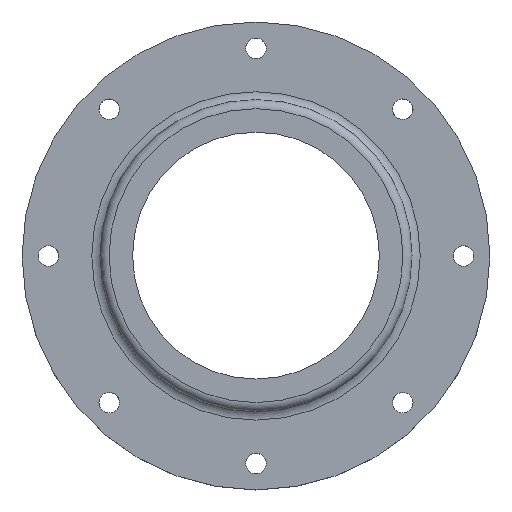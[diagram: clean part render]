
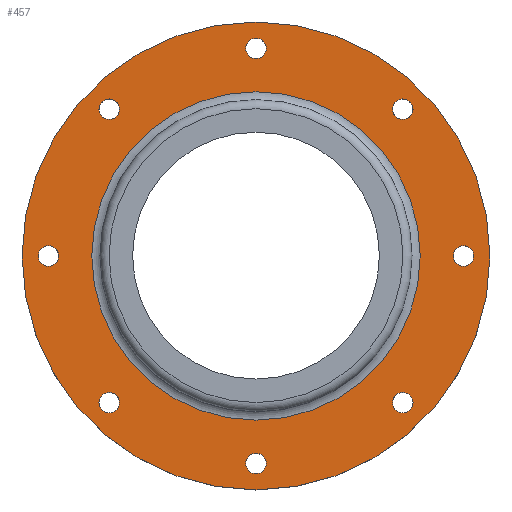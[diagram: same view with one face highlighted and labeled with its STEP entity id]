
A CAD part, top view. The second image highlights one B-rep face of the part: STEP entity #457.
In plain terms, the highlighted planar face has unit normal (0, 0, 1).
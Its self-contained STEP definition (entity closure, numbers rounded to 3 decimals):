
#24=FACE_BOUND('',#76,.T.);
#25=FACE_BOUND('',#77,.T.);
#26=FACE_BOUND('',#78,.T.);
#27=FACE_BOUND('',#79,.T.);
#28=FACE_BOUND('',#80,.T.);
#29=FACE_BOUND('',#81,.T.);
#30=FACE_BOUND('',#82,.T.);
#31=FACE_BOUND('',#83,.T.);
#32=FACE_BOUND('',#84,.T.);
#37=PLANE('',#524);
#52=FACE_OUTER_BOUND('',#75,.T.);
#75=EDGE_LOOP('',(#393));
#76=EDGE_LOOP('',(#394));
#77=EDGE_LOOP('',(#395));
#78=EDGE_LOOP('',(#396));
#79=EDGE_LOOP('',(#397));
#80=EDGE_LOOP('',(#398));
#81=EDGE_LOOP('',(#399));
#82=EDGE_LOOP('',(#400));
#83=EDGE_LOOP('',(#401));
#84=EDGE_LOOP('',(#402));
#141=CIRCLE('',#483,1.75);
#143=CIRCLE('',#486,1.75);
#145=CIRCLE('',#489,1.75);
#147=CIRCLE('',#492,1.75);
#149=CIRCLE('',#495,1.75);
#152=CIRCLE('',#499,1.75);
#154=CIRCLE('',#502,1.75);
#156=CIRCLE('',#505,1.75);
#169=CIRCLE('',#521,27.934);
#172=CIRCLE('',#525,39.8);
#182=VERTEX_POINT('',#689);
#186=VERTEX_POINT('',#741);
#190=VERTEX_POINT('',#795);
#194=VERTEX_POINT('',#847);
#198=VERTEX_POINT('',#899);
#202=VERTEX_POINT('',#952);
#206=VERTEX_POINT('',#1004);
#210=VERTEX_POINT('',#1058);
#216=VERTEX_POINT('',#1127);
#218=VERTEX_POINT('',#1133);
#227=EDGE_CURVE('',#182,#182,#141,.T.);
#232=EDGE_CURVE('',#186,#186,#143,.T.);
#237=EDGE_CURVE('',#190,#190,#145,.T.);
#242=EDGE_CURVE('',#194,#194,#147,.T.);
#247=EDGE_CURVE('',#198,#198,#149,.T.);
#252=EDGE_CURVE('',#202,#202,#152,.T.);
#257=EDGE_CURVE('',#206,#206,#154,.T.);
#262=EDGE_CURVE('',#210,#210,#156,.T.);
#278=EDGE_CURVE('',#216,#216,#169,.T.);
#281=EDGE_CURVE('',#218,#218,#172,.T.);
#393=ORIENTED_EDGE('',*,*,#281,.T.);
#394=ORIENTED_EDGE('',*,*,#227,.T.);
#395=ORIENTED_EDGE('',*,*,#232,.T.);
#396=ORIENTED_EDGE('',*,*,#237,.T.);
#397=ORIENTED_EDGE('',*,*,#242,.T.);
#398=ORIENTED_EDGE('',*,*,#247,.T.);
#399=ORIENTED_EDGE('',*,*,#252,.T.);
#400=ORIENTED_EDGE('',*,*,#257,.T.);
#401=ORIENTED_EDGE('',*,*,#262,.T.);
#402=ORIENTED_EDGE('',*,*,#278,.F.);
#457=ADVANCED_FACE('',(#52,#24,#25,#26,#27,#28,#29,#30,#31,#32),#37,.T.);
#483=AXIS2_PLACEMENT_3D('',#690,#549,#550);
#486=AXIS2_PLACEMENT_3D('',#742,#556,#557);
#489=AXIS2_PLACEMENT_3D('',#796,#563,#564);
#492=AXIS2_PLACEMENT_3D('',#848,#570,#571);
#495=AXIS2_PLACEMENT_3D('',#900,#577,#578);
#499=AXIS2_PLACEMENT_3D('',#953,#586,#587);
#502=AXIS2_PLACEMENT_3D('',#1005,#593,#594);
#505=AXIS2_PLACEMENT_3D('',#1059,#600,#601);
#521=AXIS2_PLACEMENT_3D('',#1128,#633,#634);
#524=AXIS2_PLACEMENT_3D('',#1132,#639,#640);
#525=AXIS2_PLACEMENT_3D('',#1134,#641,#642);
#549=DIRECTION('center_axis',(0.,0.,-1.));
#550=DIRECTION('ref_axis',(-1.,0.,0.));
#556=DIRECTION('center_axis',(0.,0.,-1.));
#557=DIRECTION('ref_axis',(-1.,0.,0.));
#563=DIRECTION('center_axis',(0.,0.,-1.));
#564=DIRECTION('ref_axis',(-1.,0.,0.));
#570=DIRECTION('center_axis',(0.,0.,-1.));
#571=DIRECTION('ref_axis',(-1.,0.,0.));
#577=DIRECTION('center_axis',(0.,0.,-1.));
#578=DIRECTION('ref_axis',(-1.,0.,0.));
#586=DIRECTION('center_axis',(0.,0.,-1.));
#587=DIRECTION('ref_axis',(-1.,0.,0.));
#593=DIRECTION('center_axis',(0.,0.,-1.));
#594=DIRECTION('ref_axis',(-1.,0.,0.));
#600=DIRECTION('center_axis',(0.,0.,-1.));
#601=DIRECTION('ref_axis',(-1.,0.,0.));
#633=DIRECTION('center_axis',(0.,0.,1.));
#634=DIRECTION('ref_axis',(-1.,0.,0.));
#639=DIRECTION('center_axis',(0.,0.,1.));
#640=DIRECTION('ref_axis',(1.,0.,0.));
#641=DIRECTION('center_axis',(0.,0.,1.));
#642=DIRECTION('ref_axis',(1.,0.,0.));
#689=CARTESIAN_POINT('',(26.711,-24.961,40.));
#690=CARTESIAN_POINT('Origin',(24.961,-24.961,40.));
#741=CARTESIAN_POINT('',(1.75,35.3,40.));
#742=CARTESIAN_POINT('Origin',(0.,35.3,40.));
#795=CARTESIAN_POINT('',(-23.211,24.961,40.));
#796=CARTESIAN_POINT('Origin',(-24.961,24.961,40.));
#847=CARTESIAN_POINT('',(-23.211,-24.961,40.));
#848=CARTESIAN_POINT('Origin',(-24.961,-24.961,40.));
#899=CARTESIAN_POINT('',(37.05,0.,40.));
#900=CARTESIAN_POINT('Origin',(35.3,0.,40.));
#952=CARTESIAN_POINT('',(26.711,24.961,40.));
#953=CARTESIAN_POINT('Origin',(24.961,24.961,40.));
#1004=CARTESIAN_POINT('',(-33.55,0.,40.));
#1005=CARTESIAN_POINT('Origin',(-35.3,0.,40.));
#1058=CARTESIAN_POINT('',(1.75,-35.3,40.));
#1059=CARTESIAN_POINT('Origin',(0.,-35.3,40.));
#1127=CARTESIAN_POINT('',(-27.934,0.,40.));
#1128=CARTESIAN_POINT('Origin',(0.,0.,40.));
#1132=CARTESIAN_POINT('Origin',(26.,0.,40.));
#1133=CARTESIAN_POINT('',(-39.8,0.,40.));
#1134=CARTESIAN_POINT('Origin',(0.,0.,40.));
